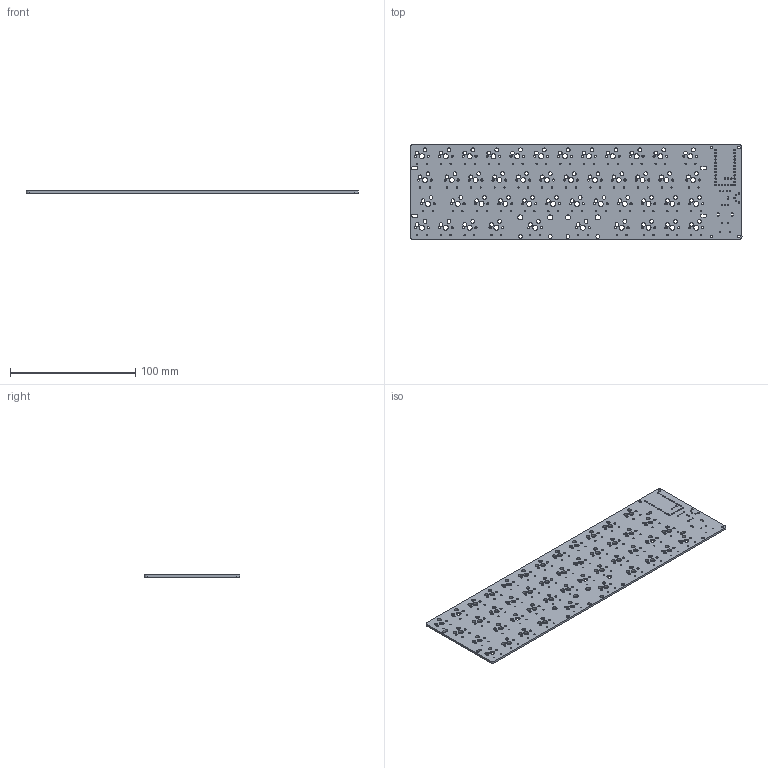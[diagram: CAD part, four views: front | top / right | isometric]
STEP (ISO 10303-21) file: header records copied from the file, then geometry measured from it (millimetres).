
FILE_DESCRIPTION(('KiCad electronic assembly'),'2;1');
FILE_NAME('Hotswap PCB.step','2021-12-14T19:57:59',('Pcbnew'),('Kicad'), 'Open CASCADE STEP processor 7.5','KiCad to STEP converter','Unknown' );
FILE_SCHEMA(('AUTOMOTIVE_DESIGN { 1 0 10303 214 1 1 1 1 }'));
Length unit declared in the file: millimetre
Products named in the file (2): Hotswap PCB 1; COMPOUND
Assembly tree (1 placements, depth 2):
  Hotswap PCB 1
    COMPOUND
Bounding box: 265.12 x 76.2 x 1.6 mm (x, y, z)
Volume: 29581.3 mm3; surface area: 42199.1 mm2
Topology: 1 solids, 1 shells, 420 faces, 1254 edges, 836 vertices
Faces by surface type: cylinder 402, plane 18
Full cylindrical faces by diameter (mm): 0.75 x2, 0.813 x4, 0.99 x2, 1 x99, 1.092 x31, 1.2 x1, 1.3 x2, 1.75 x92, 2.2 x4, 3 x92, 3.048 x4, 3.988 x50
Entity records: 32527 total; most frequent: DIRECTION 5406, CARTESIAN_POINT 5024, ORIENTED_EDGE 2508, PCURVE 2508, DEFINITIONAL_REPRESENTATION 2508, LINE 2150, VECTOR 2150, CIRCLE 1608
